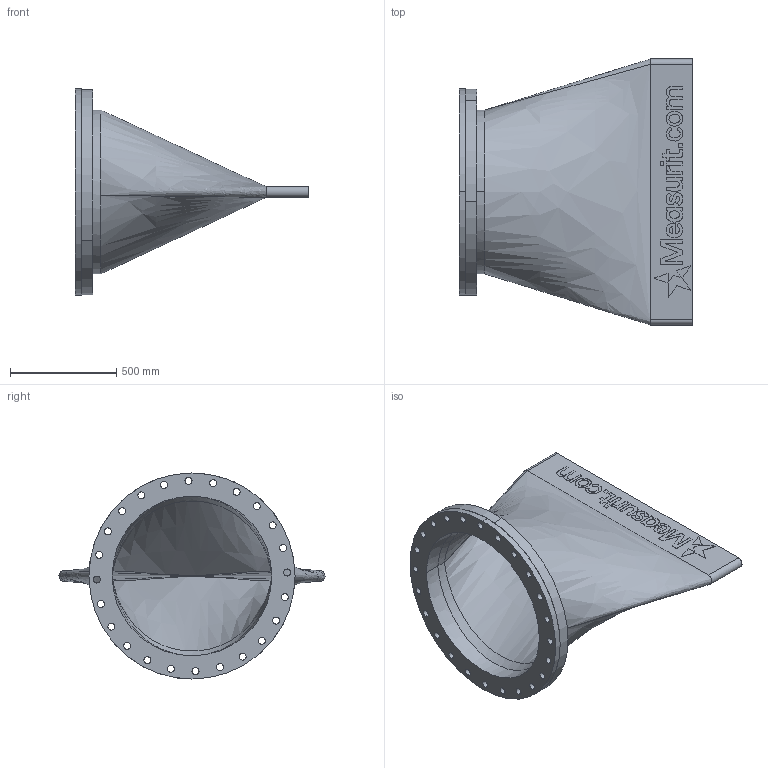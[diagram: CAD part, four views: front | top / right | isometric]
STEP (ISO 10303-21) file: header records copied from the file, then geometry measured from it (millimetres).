
FILE_DESCRIPTION (( 'STEP AP214' ), '1' );
FILE_NAME ('CF-DBF-G3-S0750-NN-316-F.STEP', '2023-02-13T14:37:33', ( '' ), ( '' ), 'SwSTEP 2.0', 'SolidWorks 2022', '' );
FILE_SCHEMA (( 'AUTOMOTIVE_DESIGN' ));
Length unit declared in the file: millimetre
Products named in the file (3): CF-DBF-G3-S0750-NN-316-F; Split ring 750
Assembly tree (2 placements, depth 2):
  CF-DBF-G3-S0750-NN-316-F
    CF-DBF-G3-S0750-NN-316-F
    Split ring 750
Bounding box: 1097 x 1250 x 968 mm (x, y, z)
Volume: 101518334.1 mm3; surface area: 6841184.4 mm2
Topology: 2 solids, 2 shells, 777 faces, 2334 edges, 1573 vertices
Faces by surface type: plane 658, cylinder 107, bspline 12
Entity records: 36530 total; most frequent: CARTESIAN_POINT 7909, ORIENTED_EDGE 4668, DIRECTION 4088, EDGE_CURVE 2334, LINE 2080, VECTOR 2080, VERTEX_POINT 1573, AXIS2_PLACEMENT_3D 1004
